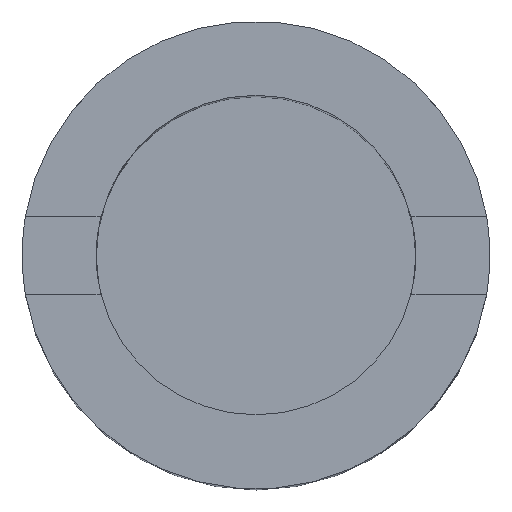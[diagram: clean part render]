
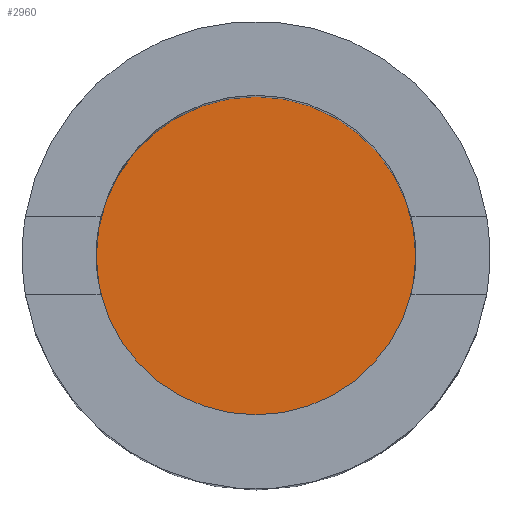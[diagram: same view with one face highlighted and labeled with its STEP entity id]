
A CAD part, top view. The second image highlights one B-rep face of the part: STEP entity #2960.
In plain terms, the highlighted face is planar.
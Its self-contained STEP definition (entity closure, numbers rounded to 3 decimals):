
#2270=CARTESIAN_POINT('',(-2.,-9.124,0.));
#2280=VERTEX_POINT('',#2270);
#2650=CARTESIAN_POINT('',(-6.1,-9.124,0.))
;
#2660=VERTEX_POINT('',#2650);
#2690=CARTESIAN_POINT('',(-4.05,-9.124,0.));
#2700=DIRECTION('',(0.,-1.,0.));
#2710=DIRECTION('',(-1.,0.,0.));
#2720=AXIS2_PLACEMENT_3D('',#2690,#2700,#2710);
#2730=CIRCLE('',#2720,2.05);
#2740=EDGE_CURVE('',#2280,#2660,#2730,.T.);
#2860=CARTESIAN_POINT('',(-5.075,-9.124,0.));
#2870=DIRECTION('',(-0.,-1.,-0.));
#2880=DIRECTION('',(-1.,0.,0.));
#2890=AXIS2_PLACEMENT_3D('',#2860,#2870,#2880);
#2900=PLANE('',#2890);
#2910=EDGE_CURVE('',#2660,#2280,#2730,.T.);
#2920=ORIENTED_EDGE('',*,*,#2910,.F.);
#2930=ORIENTED_EDGE('',*,*,#2740,.F.);
#2940=EDGE_LOOP('',(#2930,#2920));
#2950=FACE_OUTER_BOUND('',#2940,.T.);
#2960=ADVANCED_FACE('',(#2950),#2900,.F.);
